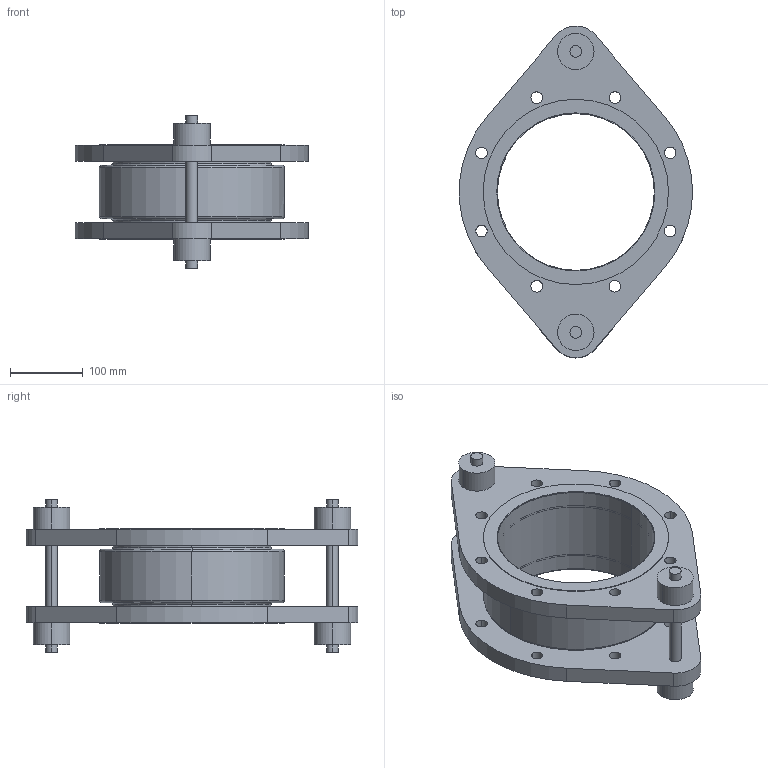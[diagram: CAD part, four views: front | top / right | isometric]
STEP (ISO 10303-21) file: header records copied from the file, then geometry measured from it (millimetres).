
FILE_DESCRIPTION (( 'STEP AP214' ), '1' );
FILE_NAME ('EPSILON-C_DN200_PN06_K-0002059.STEP', '2021-10-08T06:43:56', ( 'axxx' ), ( 'Hewlett-Packard Company' ), 'SwSTEP 2.0', 'SolidWorks 2019', '' );
FILE_SCHEMA (( 'AUTOMOTIVE_DESIGN' ));
Length unit declared in the file: millimetre
Products named in the file (1): EPSILON-C_DN200_PN06_K-0002059
Bounding box: 319.51 x 455 x 210 mm (x, y, z)
Volume: 3875268.5 mm3; surface area: 505981.3 mm2
Topology: 1 solids, 1 shells, 586 faces, 1567 edges, 1042 vertices
Faces by surface type: plane 238, bspline 229, cylinder 111, torus 8
Entity records: 31628 total; most frequent: CARTESIAN_POINT 18394, ORIENTED_EDGE 3134, DIRECTION 2001, EDGE_CURVE 1567, VERTEX_POINT 1042, LINE 781, VECTOR 781, EDGE_LOOP 683
